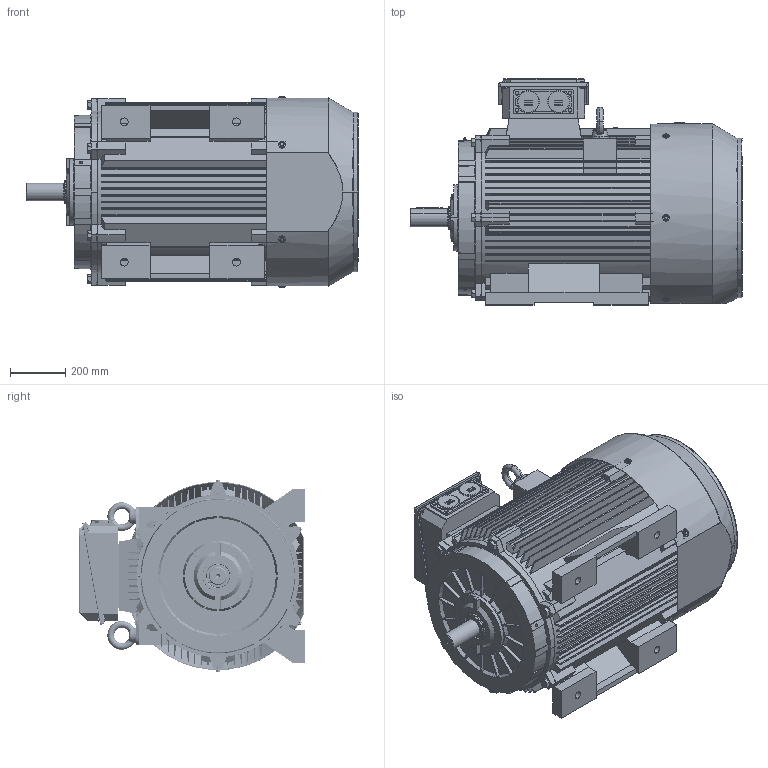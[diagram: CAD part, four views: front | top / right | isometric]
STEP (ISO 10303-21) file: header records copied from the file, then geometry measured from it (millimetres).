
FILE_DESCRIPTION (( 'STEP AP203' ), '1' );
FILE_NAME ('TC 315S-2 B3 外形图（BUSCK）.STEP', '2019-03-12T02:04:27', ( 'abc' ), ( '' ), 'SwSTEP 2.0', 'SolidWorks 2008', '' );
FILE_SCHEMA (( 'CONFIG_CONTROL_DESIGN' ));
Products named in the file (24): M20-70_默认; TC 315铭牌_默认; TE315-2轴承内盖_默认; TE315-2风罩0_默认; TE315-2轴承外盖_默认; M8-20_默认; 315螺套板_默认; TC 315-4风叶_默认; TC 315S-2 B3 外形图（BUSCK）; TC 315S 机座 B3_默认; 吊环M30_默认; 扣塞_默认; 铜油嘴_默认; ｷ釁ﾖﾂﾝｶ､ｼﾓｵ貳ｬ_ﾄｬﾈﾏ; TC 315S-2 轴_默认; 油封110-85-12_默认; M10-90_默认; TE315-2端盖_默认; TC 315接线盒（BUSCK)_默认; TC 315-TFC440T-座 _默认; NEMA 440接线盒座、盖垫_默认; TFC440T-盖(BUSCK)_默认; M63螺塞_默认; M8X20_默认
Assembly tree (46 placements, depth 3):
  TC 315S-2 B3 外形图（BUSCK）
    油封110-85-12_默认
    M20-70_默认  x6
    TC 315S 机座 B3_默认
    ｷ釁ﾖﾂﾝｶ､ｼﾓｵ貳ｬ_ﾄｬﾈﾏ  x6
    TE315-2端盖_默认  x2
    TC 315-4风叶_默认
    M10-90_默认  x4
    吊环M30_默认  x2
    TE315-2轴承外盖_默认  x2
    TC 315接线盒（BUSCK)_默认
      M8X20_默认  x4
      NEMA 440接线盒座、盖垫_默认
      M8-20_默认  x4
      315螺套板_默认
      M63螺塞_默认  x2
      TC 315-TFC440T-座 _默认
      TFC440T-盖(BUSCK)_默认
    TC 315S-2 轴_默认
    TE315-2风罩0_默认
    TC 315铭牌_默认
    TE315-2轴承内盖_默认
    扣塞_默认
    铜油嘴_默认
Bounding box: 1201.99 x 817.9 x 694.6 mm (x, y, z)
Volume: 55598281 mm3; surface area: 10844720.6 mm2
Topology: 46 solids, 46 shells, 7950 faces, 22544 edges, 14834 vertices
Faces by surface type: plane 4095, cylinder 3125, cone 437, torus 168, bspline 117, sphere 8
Entity records: 246049 total; most frequent: CARTESIAN_POINT 54694, ORIENTED_EDGE 40106, DIRECTION 38782, EDGE_CURVE 20053, VERTEX_POINT 13252, AXIS2_PLACEMENT_3D 13181, VECTOR 12420, LINE 12420
